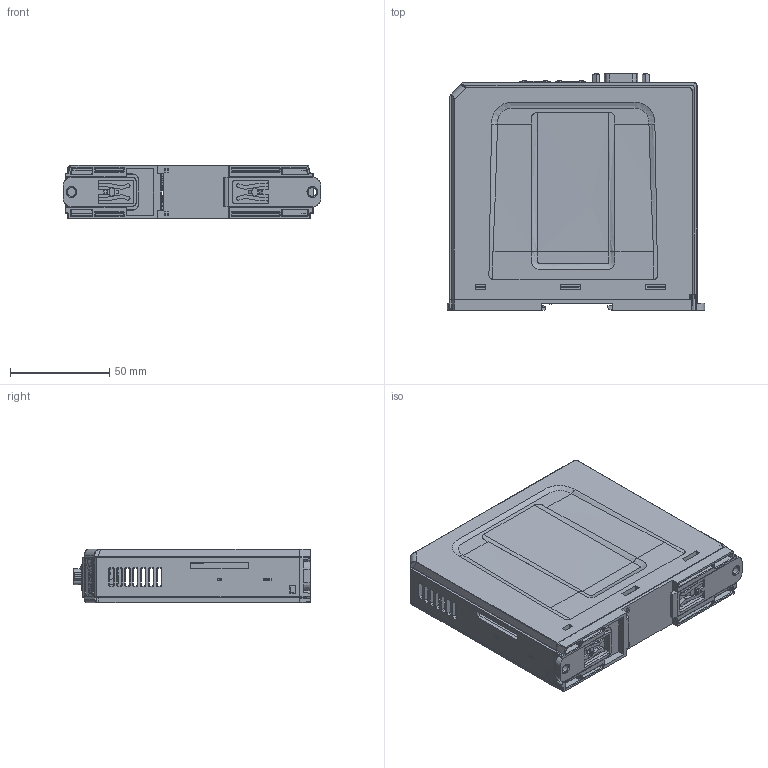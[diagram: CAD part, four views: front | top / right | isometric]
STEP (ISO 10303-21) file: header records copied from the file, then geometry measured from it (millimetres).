
FILE_DESCRIPTION (( 'STEP AP214' ), '1' );
FILE_NAME ('cMT-SVR-100 & cMT-G05_221005.STEP', '2022-11-07T10:02:02', ( '' ), ( '' ), 'SwSTEP 2.0', 'SolidWorks 2019', '' );
FILE_SCHEMA (( 'AUTOMOTIVE_DESIGN' ));
Length unit declared in the file: millimetre
Products named in the file (1): cMT-SVR-100 & cMT-G05_221005
Bounding box: 129.76 x 119.28 x 27.17 mm (x, y, z)
Surface area: 98210 mm2 (no closed solid volume)
Topology: 0 solids, 64 shells, 1313 faces, 6252 edges, 5027 vertices
Faces by surface type: plane 818, cylinder 258, cone 124, bspline 78, torus 26, sphere 9
Full cylindrical faces by diameter (mm): 1 x3, 1.15 x1, 3.5 x1
Entity records: 93346 total; most frequent: CARTESIAN_POINT 30538, ORIENTED_EDGE 9857, DIRECTION 8782, EDGE_CURVE 6227, VERTEX_POINT 5021, VECTOR 4210, LINE 4210, AXIS2_PLACEMENT_3D 2286
